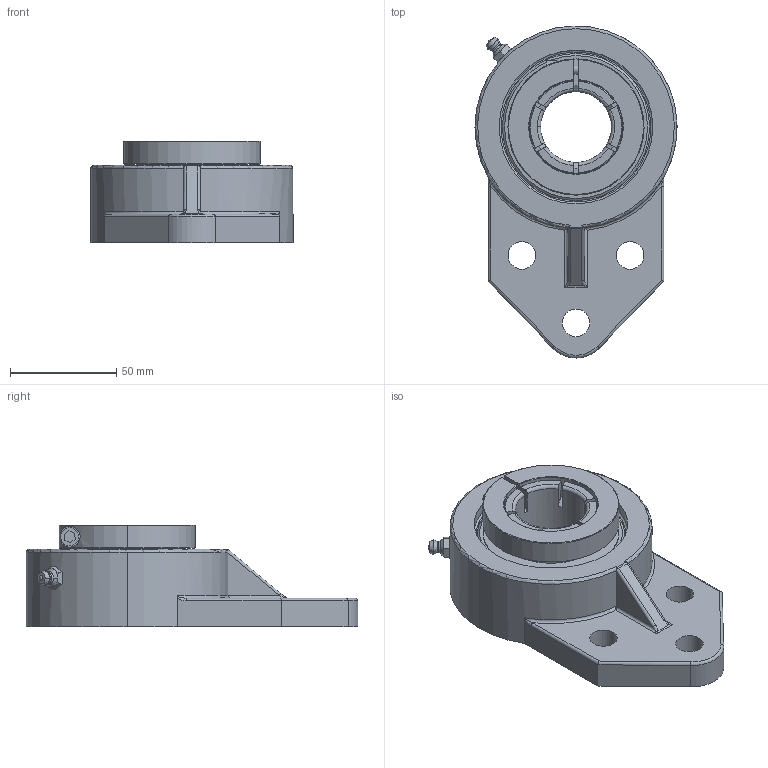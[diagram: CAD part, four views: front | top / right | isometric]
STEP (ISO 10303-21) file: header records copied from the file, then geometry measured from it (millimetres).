
FILE_DESCRIPTION(('HOOPS Exchange Step'),'2;1');
FILE_NAME('export-A916DE63-3ED0-425D-8BEF-D803C5056CC7.stp','2019-12-12T16:47:11+16:00',('ibuslach'),('Alibre'),'HOOPS Exchange 2019.2','Alibre','Unknown authorisation');
FILE_SCHEMA( ('AP242_MANAGED_MODEL_BASED_3D_ENGINEERING_MIM_LF {1 0 10303 442 1 1 4 }') );
Length unit declared in the file: centimetre
Products named in the file (8): MRN SFB 207; UCP ZERK 6mm; SUE 207 BOLT; SUE 207 LOCK RING; SUE 207 SHIELD; SUE 207-21 RACES; MRN SUE 207-21; MRN SUEFB 207-21
Assembly tree (8 placements, depth 3):
  MRN SUEFB 207-21
    MRN SFB 207
    UCP ZERK 6mm
    MRN SUE 207-21
      SUE 207 BOLT
      SUE 207 LOCK RING
      SUE 207 SHIELD  x2
      SUE 207-21 RACES
Bounding box: 95 x 156 x 47.9 mm (x, y, z)
Volume: 236812.2 mm3; surface area: 75550.9 mm2
Topology: 8 solids, 8 shells, 237 faces, 644 edges, 419 vertices
Faces by surface type: plane 75, cylinder 71, cone 40, torus 32, bspline 10, sphere 9
Full cylindrical faces by diameter (mm): 1.48 x2, 4.134 x1, 4.137 x1, 5.8 x1, 6 x2, 8.5 x1, 13 x3, 33.338 x1, 50 x4, 51.016 x2, 62 x2, 64 x2, 72.166 x1, 76.166 x1
Entity records: 12898 total; most frequent: CARTESIAN_POINT 6895, DIRECTION 1249, ORIENTED_EDGE 1232, EDGE_CURVE 616, AXIS2_PLACEMENT_3D 512, VERTEX_POINT 405, EDGE_LOOP 259, FACE_BOUND 259
